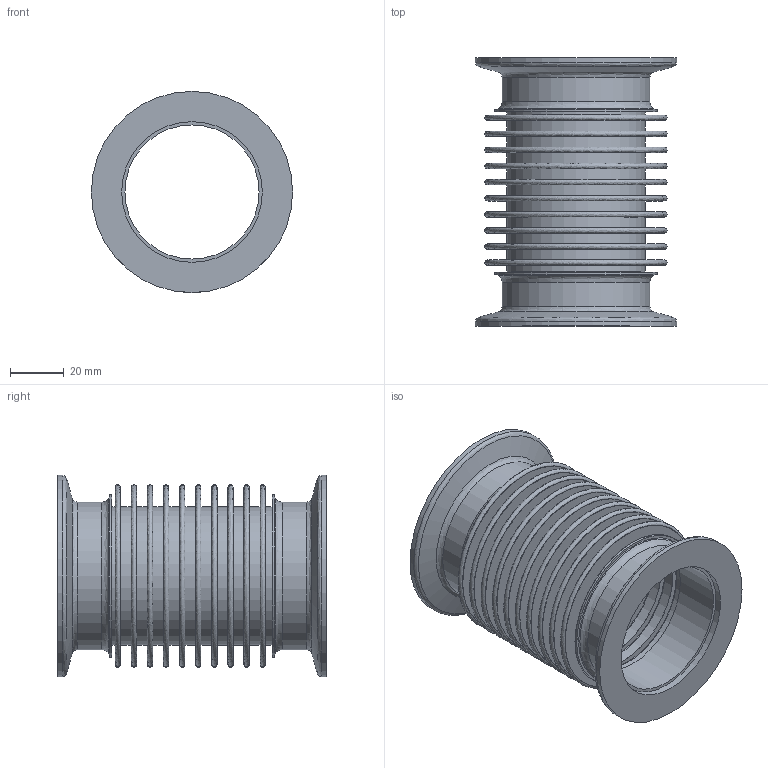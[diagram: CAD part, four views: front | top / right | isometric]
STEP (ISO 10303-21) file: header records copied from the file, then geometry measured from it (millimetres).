
FILE_DESCRIPTION (( 'STEP AP214' ), '1' );
FILE_NAME ('FULLVAC S1KF50100.STEP', '2019-04-25T10:08:05', ( '' ), ( '' ), 'SwSTEP 2.0', 'SolidWorks 2017', '' );
FILE_SCHEMA (( 'AUTOMOTIVE_DESIGN' ));
Length unit declared in the file: millimetre
Products named in the file (3): 2^FULLVAC S1KF50100; FULLVAC S1KF50100; 1^FULLVAC S1KF50100
Assembly tree (3 placements, depth 2):
  FULLVAC S1KF50100
    1^FULLVAC S1KF50100  x2
    2^FULLVAC S1KF50100
Bounding box: 75 x 100 x 75 mm (x, y, z)
Volume: 58724 mm3; surface area: 106055 mm2
Topology: 3 solids, 3 shells, 116 faces, 186 edges, 122 vertices
Faces by surface type: plane 52, cylinder 34, bspline 26, cone 4
Full cylindrical faces by diameter (mm): 50 x2, 51.2 x11, 51.5 x11, 52.4 x2, 55 x2, 60.8 x4, 75 x2
Entity records: 13881 total; most frequent: CARTESIAN_POINT 11133, DIRECTION 294, ORIENTED_EDGE 204, EDGE_LOOP 204, FACE_OUTER_BOUND 154, AXIS2_PLACEMENT_3D 147, UNCERTAINTY_MEASURE_WITH_UNIT 109, SURFACE_STYLE_FILL_AREA 106
